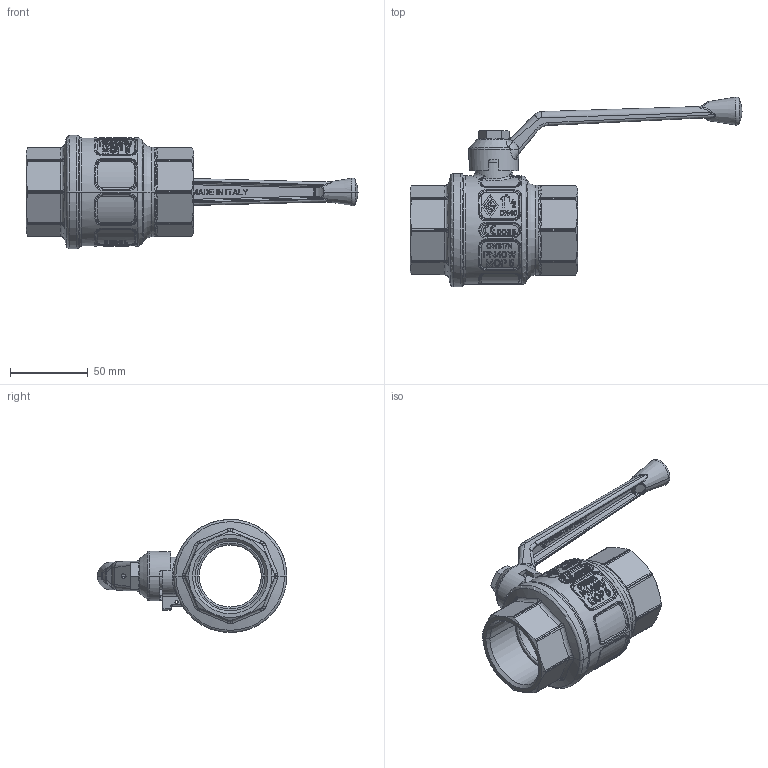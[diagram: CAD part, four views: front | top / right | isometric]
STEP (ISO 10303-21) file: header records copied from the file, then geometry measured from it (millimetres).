
FILE_DESCRIPTION(('Creo Elements/Direct Modeling STEP Export'),'2;1');
FILE_NAME('1700080000.stp','2021-04-26T 9:44:21',(''),(''),'Creo Elements/Direct Modeling STEP processor for AP214 (Solid Model)','Creo Elements/Direct Modeling 20.1D 10-Oct-2020 (C) Parametric Technology GmbH','');
FILE_SCHEMA(('AUTOMOTIVE_DESIGN { 1 0 10303 214 1 1 1 1 }'));
Length unit declared in the file: millimetre
Products named in the file (2): 1700080000-30-08-2016
Assembly tree (1 placements, depth 2):
  1700080000-30-08-2016
    1700080000-30-08-2016
Bounding box: 214 x 122.26 x 73 mm (x, y, z)
Volume: 211557.4 mm3; surface area: 54282.2 mm2
Topology: 1 solids, 1 shells, 2590 faces, 7058 edges, 4580 vertices
Faces by surface type: plane 1792, cylinder 335, bspline 327, cone 81, torus 53, extrusion 2
Entity records: 165214 total; most frequent: CARTESIAN_POINT 98403, ORIENTED_EDGE 14100, DIRECTION 12798, EDGE_CURVE 7050, AXIS2_PLACEMENT_3D 4959, VERTEX_POINT 4580, VECTOR 2880, LINE 2878
